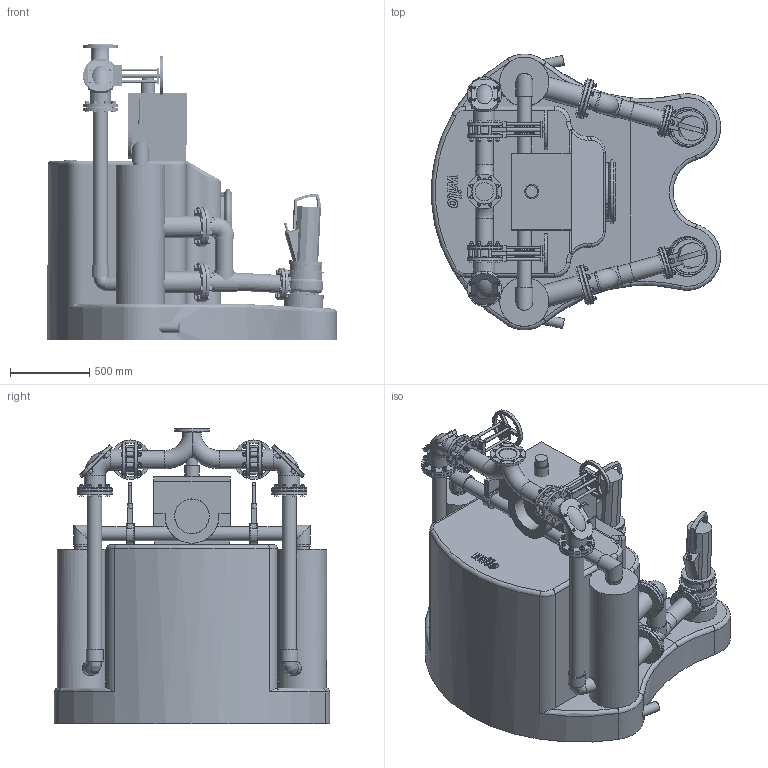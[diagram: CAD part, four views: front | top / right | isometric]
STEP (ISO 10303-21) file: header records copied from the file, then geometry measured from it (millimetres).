
FILE_DESCRIPTION(/* description */ (''),/* implementation_level */ '2;1');
FILE_NAME(/* name */ '3d_EMUportCORE50.2-12B-6080625.stp',/* time_stamp */ '2017-03-20T11:20:35+01:00',/* author */ ('Andrzej'),/* organization */ (''),/* preprocessor_version */ 'ST-DEVELOPER v15.5',/* originating_system */ 'AutoCAD Mechanical',/* authorisation */ '');
FILE_SCHEMA (('AUTOMOTIVE_DESIGN { 1 0 10303 214 3 1 1 }'));
Length unit declared in the file: millimetre
Products named in the file (1): Product
Bounding box: 1827.52 x 1741.26 x 1865 mm (x, y, z)
Volume: 1783773290.6 mm3; surface area: 19929416.9 mm2
Topology: 304 solids, 304 shells, 3116 faces, 7067 edges, 4592 vertices
Faces by surface type: plane 2129, cylinder 756, cone 119, torus 65, bspline 45, sphere 2
Full cylindrical faces by diameter (mm): 10 x8, 15 x2, 16 x248, 18 x148, 19 x32, 20 x2, 24 x2, 30 x82, 35 x2, 63 x2, 75 x1, 88.9 x4, 90 x13, 106 x6, 114.3 x24, 126 x8, 128 x2, 128.9 x2, 132 x4, 139 x4, 200 x4, 214 x4, 219 x2, 219.1 x1, 220 x9, 234 x2, 250 x12, 360 x1
Entity records: 99738 total; most frequent: CARTESIAN_POINT 31682, DIRECTION 13914, ORIENTED_EDGE 12146, EDGE_CURVE 6073, AXIS2_PLACEMENT_3D 4972, EDGE_LOOP 4651, VERTEX_POINT 4406, LINE 3970
